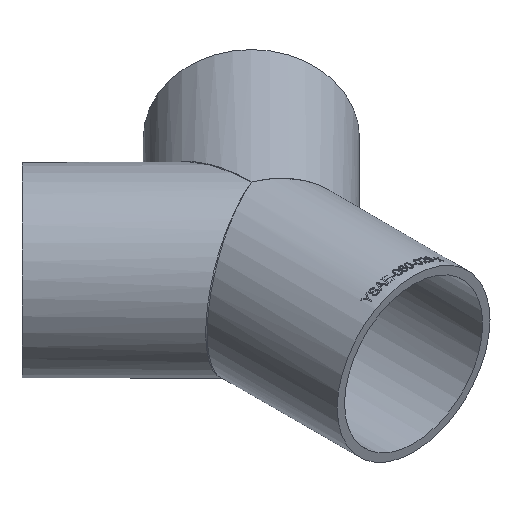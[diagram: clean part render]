
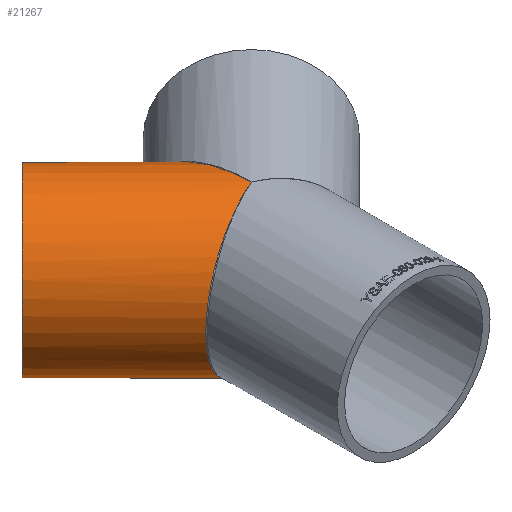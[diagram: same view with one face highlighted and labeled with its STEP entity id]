
A CAD part, isometric view. The second image highlights one B-rep face of the part: STEP entity #21267.
In plain terms, the highlighted cylindrical face has radius 30.15 mm (diameter 60.3 mm), a full revolution.
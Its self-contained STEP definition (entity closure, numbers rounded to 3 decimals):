
#239 = AXIS2_PLACEMENT_3D ( 'NONE', #18728, #8113, #15058 ) ;
#1108 = CARTESIAN_POINT ( 'NONE',  ( 0., 0., 30.15 ) ) ;
#2028 = EDGE_CURVE ( 'NONE', #16832, #16832, #11845, .T. ) ;
#2253 = VERTEX_POINT ( 'NONE', #11396 ) ;
#2688 = ORIENTED_EDGE ( 'NONE', *, *, #12462, .T. ) ;
#2815 = CARTESIAN_POINT ( 'NONE',  ( -60.651, -24.626, 30.15 ) ) ;
#3058 = CARTESIAN_POINT ( 'NONE',  ( 0., 0., -30.15 ) ) ;
#3163 = DIRECTION ( 'NONE',  ( -0.707, -0.707, 0. ) ) ;
#4296 = FACE_OUTER_BOUND ( 'NONE', #16528, .T. ) ;
#6241 = EDGE_LOOP ( 'NONE', ( #6643 ) ) ;
#6643 = ORIENTED_EDGE ( 'NONE', *, *, #2028, .F. ) ;
#8113 = DIRECTION ( 'NONE',  ( -0.707, 0.707, 0. ) ) ;
#10025 = CYLINDRICAL_SURFACE ( 'NONE', #16540, 30.15 ) ;
#10315 =( BOUNDED_CURVE ( )  B_SPLINE_CURVE ( 3, ( #20198, #22143, #21803, #3058 ),
 .UNSPECIFIED., .F., .T. ) 
 B_SPLINE_CURVE_WITH_KNOTS ( ( 4, 4 ),
 ( 1.571, 4.712 ),
 .UNSPECIFIED. ) 
 CURVE ( )  GEOMETRIC_REPRESENTATION_ITEM ( )  RATIONAL_B_SPLINE_CURVE ( ( 1., 0.333, 0.333, 1. ) ) 
 REPRESENTATION_ITEM ( '' )  );
#10902 = VERTEX_POINT ( 'NONE', #19973 ) ;
#11049 = EDGE_CURVE ( 'NONE', #10902, #2253, #21096, .T. ) ;
#11396 = CARTESIAN_POINT ( 'NONE',  ( 0., 0., 30.15 ) ) ;
#11707 = CARTESIAN_POINT ( 'NONE',  ( -60.651, -24.626, -30.15 ) ) ;
#11845 = CIRCLE ( 'NONE', #239, 30.15 ) ;
#12462 = EDGE_CURVE ( 'NONE', #2253, #10902, #10315, .T. ) ;
#13387 = CARTESIAN_POINT ( 'NONE',  ( -66.574, 23.936, 0. ) ) ;
#14905 = CARTESIAN_POINT ( 'NONE',  ( 0., 0., -30.15 ) ) ;
#15058 = DIRECTION ( 'NONE',  ( -0.707, -0.707, 0. ) ) ;
#16272 = ORIENTED_EDGE ( 'NONE', *, *, #11049, .T. ) ;
#16528 = EDGE_LOOP ( 'NONE', ( #2688, #16272 ) ) ;
#16540 = AXIS2_PLACEMENT_3D ( 'NONE', #22024, #20535, #3163 ) ;
#16832 = VERTEX_POINT ( 'NONE', #13387 ) ;
#18728 = CARTESIAN_POINT ( 'NONE',  ( -45.255, 45.255, 0. ) ) ;
#18812 = FACE_OUTER_BOUND ( 'NONE', #6241, .T. ) ;
#19973 = CARTESIAN_POINT ( 'NONE',  ( 0., 0., -30.15 ) ) ;
#20198 = CARTESIAN_POINT ( 'NONE',  ( 0., 0., 30.15 ) ) ;
#20535 = DIRECTION ( 'NONE',  ( -0.707, 0.707, 0. ) ) ;
#21096 =( BOUNDED_CURVE ( )  B_SPLINE_CURVE ( 3, ( #14905, #11707, #2815, #1108 ),
 .UNSPECIFIED., .F., .T. ) 
 B_SPLINE_CURVE_WITH_KNOTS ( ( 4, 4 ),
 ( 4.712, 7.854 ),
 .UNSPECIFIED. ) 
 CURVE ( )  GEOMETRIC_REPRESENTATION_ITEM ( )  RATIONAL_B_SPLINE_CURVE ( ( 1., 0.333, 0.333, 1. ) ) 
 REPRESENTATION_ITEM ( '' )  );
#21267 = ADVANCED_FACE ( 'NONE', ( #4296, #18812 ), #10025, .T. ) ;
#21803 = CARTESIAN_POINT ( 'NONE',  ( -0.849, 86.126, -30.15 ) ) ;
#22024 = CARTESIAN_POINT ( 'NONE',  ( 23.522, -23.522, 0. ) ) ;
#22143 = CARTESIAN_POINT ( 'NONE',  ( -0.849, 86.126, 30.15 ) ) ;
